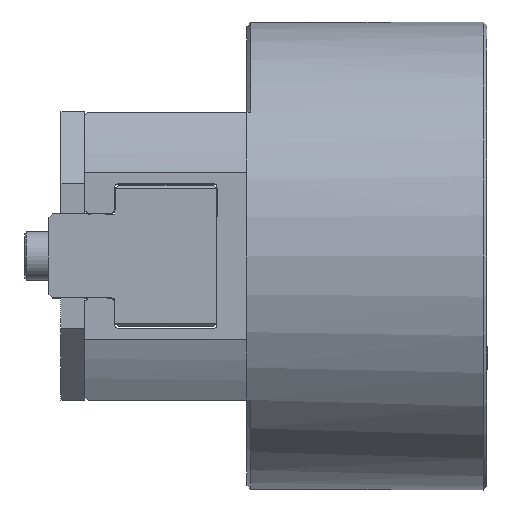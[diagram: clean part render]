
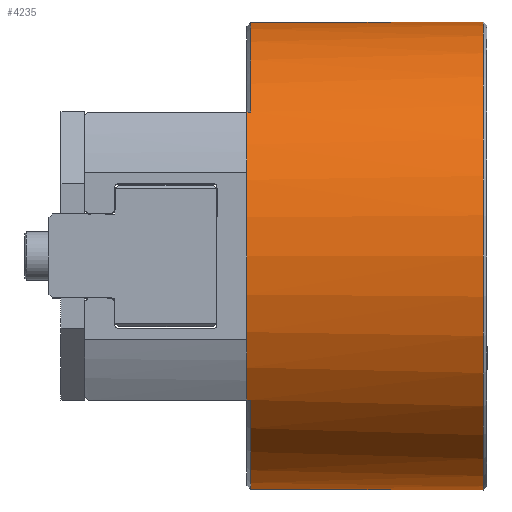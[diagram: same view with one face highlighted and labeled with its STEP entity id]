
A CAD part, left-side view. The second image highlights one B-rep face of the part: STEP entity #4235.
In plain terms, the highlighted cylindrical face has radius 19.5 mm (diameter 39 mm), a full revolution.
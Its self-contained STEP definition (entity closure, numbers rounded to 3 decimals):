
#110=B_SPLINE_CURVE_WITH_KNOTS('',3,(#6794,#6795,#6796,#6797,#6798,#6799,
#6800,#6801,#6802,#6803,#6804,#6805,#6806,#6807,#6808),.UNSPECIFIED.,.F.,
 .F.,(4,2,2,2,3,2,4),(-0.777,-0.576,-0.375,
-0.187,0.,0.187,0.374),
 .UNSPECIFIED.);
#111=B_SPLINE_CURVE_WITH_KNOTS('',3,(#6826,#6827,#6828,#6829,#6830,#6831,
#6832,#6833,#6834,#6835,#6836,#6837,#6838,#6839,#6840,#6841,#6842,#6843),
 .UNSPECIFIED.,.F.,.F.,(4,2,2,2,2,2,2,2,4),(-2.389,-2.187,
-1.986,-1.799,-1.611,-1.424,
-1.237,-1.035,-0.834),.UNSPECIFIED.);
#187=FACE_BOUND('',#715,.T.);
#368=CYLINDRICAL_SURFACE('',#4685,19.5);
#476=FACE_OUTER_BOUND('',#714,.T.);
#714=EDGE_LOOP('',(#3168,#3169,#3170,#3171,#3172,#3173,#3174,#3175,#3176,
#3177,#3178,#3179,#3180,#3181,#3182,#3183));
#715=EDGE_LOOP('',(#3184,#3185,#3186,#3187));
#1014=LINE('',#6782,#1368);
#1015=LINE('',#6786,#1369);
#1016=LINE('',#6790,#1370);
#1017=LINE('',#6812,#1371);
#1018=LINE('',#6816,#1372);
#1019=LINE('',#6818,#1373);
#1020=LINE('',#6823,#1374);
#1368=VECTOR('',#5383,10.);
#1369=VECTOR('',#5386,10.);
#1370=VECTOR('',#5389,10.);
#1371=VECTOR('',#5394,10.);
#1372=VECTOR('',#5397,10.);
#1373=VECTOR('',#5400,19.5);
#1374=VECTOR('',#5403,10.);
#1674=CIRCLE('',#4683,19.5);
#1676=CIRCLE('',#4686,19.5);
#1677=CIRCLE('',#4687,19.5);
#1678=CIRCLE('',#4688,19.5);
#1679=CIRCLE('',#4689,19.5);
#1680=CIRCLE('',#4690,19.5);
#1681=CIRCLE('',#4691,19.5);
#1682=CIRCLE('',#4692,19.5);
#1683=CIRCLE('',#4693,19.5);
#1684=CIRCLE('',#4694,19.5);
#1944=VERTEX_POINT('',#6772);
#1946=VERTEX_POINT('',#6778);
#1947=VERTEX_POINT('',#6779);
#1948=VERTEX_POINT('',#6781);
#1949=VERTEX_POINT('',#6783);
#1950=VERTEX_POINT('',#6785);
#1951=VERTEX_POINT('',#6787);
#1952=VERTEX_POINT('',#6789);
#1953=VERTEX_POINT('',#6791);
#1954=VERTEX_POINT('',#6793);
#1955=VERTEX_POINT('',#6809);
#1956=VERTEX_POINT('',#6811);
#1957=VERTEX_POINT('',#6813);
#1958=VERTEX_POINT('',#6815);
#1959=VERTEX_POINT('',#6819);
#1960=VERTEX_POINT('',#6820);
#1961=VERTEX_POINT('',#6822);
#1962=VERTEX_POINT('',#6824);
#2416=EDGE_CURVE('',#1944,#1944,#1674,.T.);
#2419=EDGE_CURVE('',#1946,#1947,#1676,.T.);
#2420=EDGE_CURVE('',#1948,#1946,#1014,.T.);
#2421=EDGE_CURVE('',#1949,#1948,#1677,.T.);
#2422=EDGE_CURVE('',#1950,#1949,#1015,.T.);
#2423=EDGE_CURVE('',#1951,#1950,#1678,.T.);
#2424=EDGE_CURVE('',#1951,#1952,#1016,.T.);
#2425=EDGE_CURVE('',#1952,#1953,#1679,.T.);
#2426=EDGE_CURVE('',#1953,#1954,#110,.T.);
#2427=EDGE_CURVE('',#1955,#1954,#1680,.T.);
#2428=EDGE_CURVE('',#1956,#1955,#1017,.T.);
#2429=EDGE_CURVE('',#1957,#1956,#1681,.T.);
#2430=EDGE_CURVE('',#1958,#1957,#1018,.T.);
#2431=EDGE_CURVE('',#1947,#1958,#1682,.T.);
#2432=EDGE_CURVE('',#1947,#1944,#1019,.T.);
#2433=EDGE_CURVE('',#1959,#1960,#1683,.T.);
#2434=EDGE_CURVE('',#1960,#1961,#1020,.T.);
#2435=EDGE_CURVE('',#1961,#1962,#1684,.T.);
#2436=EDGE_CURVE('',#1962,#1959,#111,.T.);
#3168=ORIENTED_EDGE('',*,*,#2419,.F.);
#3169=ORIENTED_EDGE('',*,*,#2420,.F.);
#3170=ORIENTED_EDGE('',*,*,#2421,.F.);
#3171=ORIENTED_EDGE('',*,*,#2422,.F.);
#3172=ORIENTED_EDGE('',*,*,#2423,.F.);
#3173=ORIENTED_EDGE('',*,*,#2424,.T.);
#3174=ORIENTED_EDGE('',*,*,#2425,.T.);
#3175=ORIENTED_EDGE('',*,*,#2426,.T.);
#3176=ORIENTED_EDGE('',*,*,#2427,.F.);
#3177=ORIENTED_EDGE('',*,*,#2428,.F.);
#3178=ORIENTED_EDGE('',*,*,#2429,.F.);
#3179=ORIENTED_EDGE('',*,*,#2430,.F.);
#3180=ORIENTED_EDGE('',*,*,#2431,.F.);
#3181=ORIENTED_EDGE('',*,*,#2432,.T.);
#3182=ORIENTED_EDGE('',*,*,#2416,.F.);
#3183=ORIENTED_EDGE('',*,*,#2432,.F.);
#3184=ORIENTED_EDGE('',*,*,#2433,.T.);
#3185=ORIENTED_EDGE('',*,*,#2434,.T.);
#3186=ORIENTED_EDGE('',*,*,#2435,.T.);
#3187=ORIENTED_EDGE('',*,*,#2436,.T.);
#4235=ADVANCED_FACE('',(#476,#187),#368,.T.);
#4683=AXIS2_PLACEMENT_3D('',#6773,#5374,#5375);
#4685=AXIS2_PLACEMENT_3D('',#6777,#5379,#5380);
#4686=AXIS2_PLACEMENT_3D('',#6780,#5381,#5382);
#4687=AXIS2_PLACEMENT_3D('',#6784,#5384,#5385);
#4688=AXIS2_PLACEMENT_3D('',#6788,#5387,#5388);
#4689=AXIS2_PLACEMENT_3D('',#6792,#5390,#5391);
#4690=AXIS2_PLACEMENT_3D('',#6810,#5392,#5393);
#4691=AXIS2_PLACEMENT_3D('',#6814,#5395,#5396);
#4692=AXIS2_PLACEMENT_3D('',#6817,#5398,#5399);
#4693=AXIS2_PLACEMENT_3D('',#6821,#5401,#5402);
#4694=AXIS2_PLACEMENT_3D('',#6825,#5404,#5405);
#5374=DIRECTION('center_axis',(0.,-1.,0.));
#5375=DIRECTION('ref_axis',(1.,0.,0.));
#5379=DIRECTION('center_axis',(0.,1.,0.));
#5380=DIRECTION('ref_axis',(1.,0.,0.));
#5381=DIRECTION('center_axis',(0.,1.,0.));
#5382=DIRECTION('ref_axis',(1.,0.,0.));
#5383=DIRECTION('',(0.,1.,0.));
#5384=DIRECTION('center_axis',(0.,1.,0.));
#5385=DIRECTION('ref_axis',(1.,0.,0.));
#5386=DIRECTION('',(0.,-1.,0.));
#5387=DIRECTION('center_axis',(0.,1.,0.));
#5388=DIRECTION('ref_axis',(1.,0.,0.));
#5389=DIRECTION('',(0.,-1.,0.));
#5390=DIRECTION('center_axis',(0.,-1.,0.));
#5391=DIRECTION('ref_axis',(1.,0.,0.));
#5392=DIRECTION('center_axis',(0.,1.,0.));
#5393=DIRECTION('ref_axis',(1.,0.,0.));
#5394=DIRECTION('',(0.,1.,0.));
#5395=DIRECTION('center_axis',(0.,1.,0.));
#5396=DIRECTION('ref_axis',(1.,0.,0.));
#5397=DIRECTION('',(0.,-1.,0.));
#5398=DIRECTION('center_axis',(0.,1.,0.));
#5399=DIRECTION('ref_axis',(1.,0.,0.));
#5400=DIRECTION('',(0.,-1.,0.));
#5401=DIRECTION('center_axis',(0.,-1.,0.));
#5402=DIRECTION('ref_axis',(1.,0.,0.));
#5403=DIRECTION('',(0.,1.,0.));
#5404=DIRECTION('center_axis',(0.,1.,0.));
#5405=DIRECTION('ref_axis',(1.,0.,0.));
#6772=CARTESIAN_POINT('',(-19.5,0.3,0.));
#6773=CARTESIAN_POINT('Origin',(0.,0.3,0.));
#6777=CARTESIAN_POINT('Origin',(0.,0.,0.));
#6778=CARTESIAN_POINT('',(-15.37,20.,-12.));
#6779=CARTESIAN_POINT('',(-19.5,20.,0.));
#6780=CARTESIAN_POINT('Origin',(0.,20.,0.));
#6781=CARTESIAN_POINT('',(-15.37,19.7,-12.));
#6782=CARTESIAN_POINT('',(-15.37,0.,-12.));
#6783=CARTESIAN_POINT('',(15.37,19.7,-12.));
#6784=CARTESIAN_POINT('Origin',(0.,19.7,0.));
#6785=CARTESIAN_POINT('',(15.37,20.,-12.));
#6786=CARTESIAN_POINT('',(15.37,0.,-12.));
#6787=CARTESIAN_POINT('',(15.5,20.,-11.832));
#6788=CARTESIAN_POINT('Origin',(0.,20.,0.));
#6789=CARTESIAN_POINT('',(15.5,11.5,-11.832));
#6790=CARTESIAN_POINT('',(15.5,0.,-11.832));
#6791=CARTESIAN_POINT('',(17.55,11.5,-8.5));
#6792=CARTESIAN_POINT('Origin',(0.,11.5,0.));
#6793=CARTESIAN_POINT('',(18.867,20.,-4.929));
#6794=CARTESIAN_POINT('Ctrl Pts',(17.55,11.5,-8.5));
#6795=CARTESIAN_POINT('Ctrl Pts',(17.842,11.5,-7.896));
#6796=CARTESIAN_POINT('Ctrl Pts',(18.122,11.617,-7.232));
#6797=CARTESIAN_POINT('Ctrl Pts',(18.572,12.128,-5.982));
#6798=CARTESIAN_POINT('Ctrl Pts',(18.744,12.523,-5.399));
#6799=CARTESIAN_POINT('Ctrl Pts',(18.978,13.431,-4.505));
#6800=CARTESIAN_POINT('Ctrl Pts',(19.06,13.987,-4.127));
#6801=CARTESIAN_POINT('Ctrl Pts',(19.162,15.21,-3.624));
#6802=CARTESIAN_POINT('Ctrl Pts',(19.183,15.875,-3.5));
#6803=CARTESIAN_POINT('Ctrl Pts',(19.183,16.5,-3.5));
#6804=CARTESIAN_POINT('Ctrl Pts',(19.183,17.125,-3.5));
#6805=CARTESIAN_POINT('Ctrl Pts',(19.162,17.79,-3.624));
#6806=CARTESIAN_POINT('Ctrl Pts',(19.06,19.009,-4.126));
#6807=CARTESIAN_POINT('Ctrl Pts',(18.979,19.563,-4.501));
#6808=CARTESIAN_POINT('Ctrl Pts',(18.867,20.,-4.929));
#6809=CARTESIAN_POINT('',(15.37,20.,12.));
#6810=CARTESIAN_POINT('Origin',(0.,20.,0.));
#6811=CARTESIAN_POINT('',(15.37,19.7,12.));
#6812=CARTESIAN_POINT('',(15.37,0.,12.));
#6813=CARTESIAN_POINT('',(-15.37,19.7,12.));
#6814=CARTESIAN_POINT('Origin',(0.,19.7,0.));
#6815=CARTESIAN_POINT('',(-15.37,20.,12.));
#6816=CARTESIAN_POINT('',(-15.37,0.,12.));
#6817=CARTESIAN_POINT('Origin',(0.,20.,0.));
#6818=CARTESIAN_POINT('',(-19.5,0.,0.));
#6819=CARTESIAN_POINT('',(17.55,1.,8.5));
#6820=CARTESIAN_POINT('',(15.5,1.,11.832));
#6821=CARTESIAN_POINT('Origin',(0.,1.,0.));
#6822=CARTESIAN_POINT('',(15.5,11.,11.832));
#6823=CARTESIAN_POINT('',(15.5,0.,11.832));
#6824=CARTESIAN_POINT('',(17.55,11.,8.5));
#6825=CARTESIAN_POINT('Origin',(0.,11.,0.));
#6826=CARTESIAN_POINT('Ctrl Pts',(17.55,11.,8.5));
#6827=CARTESIAN_POINT('Ctrl Pts',(17.842,11.,7.896));
#6828=CARTESIAN_POINT('Ctrl Pts',(18.122,10.883,7.232));
#6829=CARTESIAN_POINT('Ctrl Pts',(18.572,10.372,5.982));
#6830=CARTESIAN_POINT('Ctrl Pts',(18.744,9.977,5.399));
#6831=CARTESIAN_POINT('Ctrl Pts',(18.978,9.069,4.505));
#6832=CARTESIAN_POINT('Ctrl Pts',(19.06,8.513,4.127));
#6833=CARTESIAN_POINT('Ctrl Pts',(19.162,7.29,3.624));
#6834=CARTESIAN_POINT('Ctrl Pts',(19.183,6.625,3.5));
#6835=CARTESIAN_POINT('Ctrl Pts',(19.183,5.375,3.5));
#6836=CARTESIAN_POINT('Ctrl Pts',(19.162,4.71,3.624));
#6837=CARTESIAN_POINT('Ctrl Pts',(19.06,3.487,4.127));
#6838=CARTESIAN_POINT('Ctrl Pts',(18.978,2.931,4.505));
#6839=CARTESIAN_POINT('Ctrl Pts',(18.744,2.023,5.399));
#6840=CARTESIAN_POINT('Ctrl Pts',(18.572,1.628,5.982));
#6841=CARTESIAN_POINT('Ctrl Pts',(18.122,1.117,7.232));
#6842=CARTESIAN_POINT('Ctrl Pts',(17.842,1.,7.896));
#6843=CARTESIAN_POINT('Ctrl Pts',(17.55,1.,8.5));
